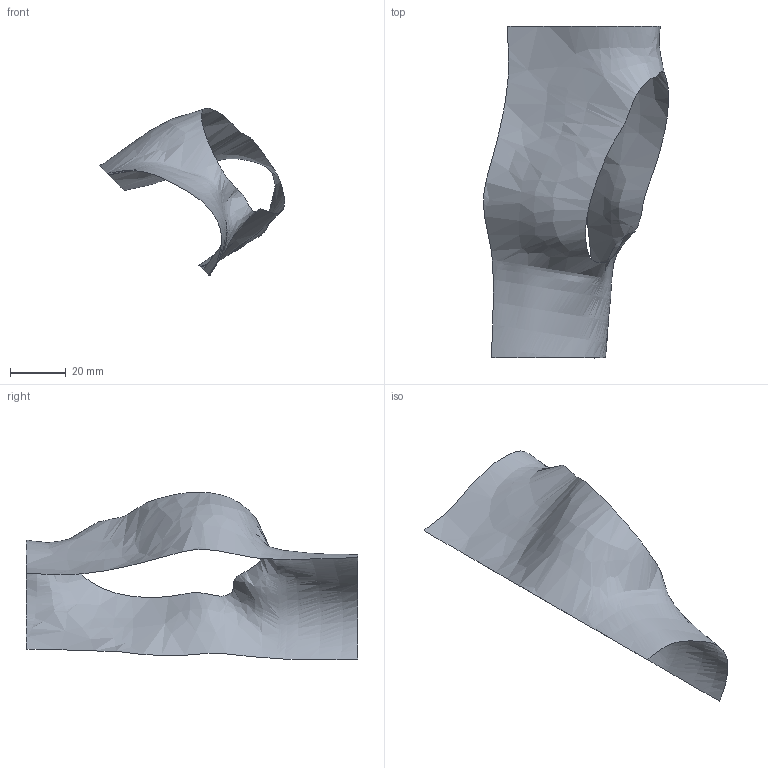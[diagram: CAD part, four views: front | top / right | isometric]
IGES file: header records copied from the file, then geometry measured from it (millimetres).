
Start section: This file is generated by Geomagic Design X(3D Systems, Inc.).
Global section: file name: Patch_2.igs; native system: Spatial Corp.; preprocessor: 3D InterOp GENERIC/IGES 3.0; author: Noname; organization: Noname; date: 20180326.015317; units: millimetre
Bounding box: 66.22 x 118.56 x 59.88 mm (x, y, z)
Surface area: 10006.9 mm2 (no closed solid volume)
Topology: 0 solids, 0 shells, 1 faces, 4 edges, 4 vertices
Faces by surface type: bspline 1
